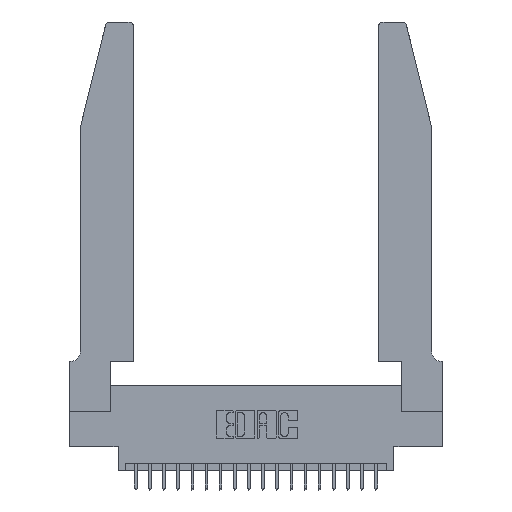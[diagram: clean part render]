
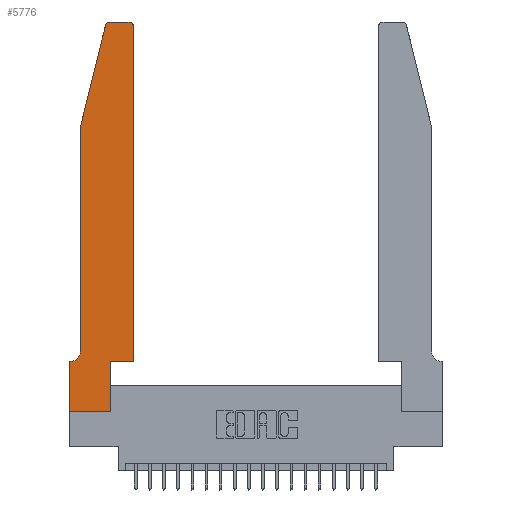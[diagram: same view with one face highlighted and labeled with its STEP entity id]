
A CAD part, top view. The second image highlights one B-rep face of the part: STEP entity #5776.
In plain terms, the highlighted planar face has unit normal (0, 0, 1).
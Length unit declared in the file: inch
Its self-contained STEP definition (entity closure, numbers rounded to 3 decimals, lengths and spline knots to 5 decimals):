
#325 = ORIENTED_EDGE ( 'NONE', *, *, #15709, .T. ) ;
#411 = LINE ( 'NONE', #13984, #16762 ) ;
#511 = AXIS2_PLACEMENT_3D ( 'NONE', #19016, #10414, #20808 ) ;
#765 = AXIS2_PLACEMENT_3D ( 'NONE', #14334, #10978, #21375 ) ;
#1308 = CARTESIAN_POINT ( 'NONE',  ( 0., 0., 0.37 ) ) ;
#1638 = DIRECTION ( 'NONE',  ( 0., 1., 0. ) ) ;
#1712 = CARTESIAN_POINT ( 'NONE',  ( 0.4205, 2.72, 0.37 ) ) ;
#1820 = ORIENTED_EDGE ( 'NONE', *, *, #13276, .T. ) ;
#2075 = LINE ( 'NONE', #12852, #19650 ) ;
#2083 = ORIENTED_EDGE ( 'NONE', *, *, #13206, .T. ) ;
#2383 = VERTEX_POINT ( 'NONE', #16648 ) ;
#2400 = EDGE_CURVE ( 'NONE', #17833, #16714, #21936, .T. ) ;
#2862 = LINE ( 'NONE', #9806, #20092 ) ;
#4213 = DIRECTION ( 'NONE',  ( 1., 0., 0. ) ) ;
#4323 = ORIENTED_EDGE ( 'NONE', *, *, #7801, .T. ) ;
#4430 = LINE ( 'NONE', #6350, #11580 ) ;
#5339 = VERTEX_POINT ( 'NONE', #13929 ) ;
#5776 = ADVANCED_FACE ( 'NONE', ( #7579 ), #7688, .T. ) ;
#6194 = CARTESIAN_POINT ( 'NONE',  ( 0.0055, 0.35, 0.37 ) ) ;
#6204 = CIRCLE ( 'NONE', #765, 0.03 ) ;
#6350 = CARTESIAN_POINT ( 'NONE',  ( 0.4505, 0.35, 0.37 ) ) ;
#6601 = DIRECTION ( 'NONE',  ( 0., -1., 0. ) ) ;
#7125 = ORIENTED_EDGE ( 'NONE', *, *, #11011, .T. ) ;
#7319 = VERTEX_POINT ( 'NONE', #1308 ) ;
#7459 = VERTEX_POINT ( 'NONE', #20905 ) ;
#7579 = FACE_OUTER_BOUND ( 'NONE', #11314, .T. ) ;
#7688 = PLANE ( 'NONE',  #12157 ) ;
#7801 = EDGE_CURVE ( 'NONE', #11177, #2383, #4430, .T. ) ;
#7836 = LINE ( 'NONE', #17697, #10938 ) ;
#7840 = LINE ( 'NONE', #11157, #9961 ) ;
#8643 = VERTEX_POINT ( 'NONE', #21872 ) ;
#8828 = DIRECTION ( 'NONE',  ( -1., 0., 0. ) ) ;
#9223 = DIRECTION ( 'NONE',  ( 1., 0., 0. ) ) ;
#9801 = VERTEX_POINT ( 'NONE', #6194 ) ;
#9806 = CARTESIAN_POINT ( 'NONE',  ( 0.0755, 2., 0.37 ) ) ;
#9961 = VECTOR ( 'NONE', #18239, 39.37008 ) ;
#10313 = VECTOR ( 'NONE', #6601, 39.37008 ) ;
#10414 = DIRECTION ( 'NONE',  ( 0., 0., -1. ) ) ;
#10616 = CIRCLE ( 'NONE', #12038, 0.03 ) ;
#10938 = VECTOR ( 'NONE', #9223, 39.37008 ) ;
#10978 = DIRECTION ( 'NONE',  ( 0., 0., 1. ) ) ;
#11011 = EDGE_CURVE ( 'NONE', #16714, #5339, #6204, .T. ) ;
#11157 = CARTESIAN_POINT ( 'NONE',  ( 0.4505, 0.35, 0.37 ) ) ;
#11177 = VERTEX_POINT ( 'NONE', #15689 ) ;
#11314 = EDGE_LOOP ( 'NONE', ( #16336, #7125, #17971, #12914, #14214, #1820, #325, #19879, #16510, #4323, #21888, #2083 ) ) ;
#11390 = EDGE_CURVE ( 'NONE', #7319, #8643, #7836, .T. ) ;
#11580 = VECTOR ( 'NONE', #4213, 39.37008 ) ;
#11802 = LINE ( 'NONE', #18356, #10313 ) ;
#12038 = AXIS2_PLACEMENT_3D ( 'NONE', #1712, #15681, #15567 ) ;
#12157 = AXIS2_PLACEMENT_3D ( 'NONE', #14580, #12804, #19911 ) ;
#12804 = DIRECTION ( 'NONE',  ( 0., 0., 1. ) ) ;
#12852 = CARTESIAN_POINT ( 'NONE',  ( 0.0755, 0.35, 0.37 ) ) ;
#12914 = ORIENTED_EDGE ( 'NONE', *, *, #18866, .T. ) ;
#12927 = VERTEX_POINT ( 'NONE', #16383 ) ;
#13041 = CARTESIAN_POINT ( 'NONE',  ( 0.284, 2.75, 0.37 ) ) ;
#13206 = EDGE_CURVE ( 'NONE', #7459, #17833, #10616, .T. ) ;
#13276 = EDGE_CURVE ( 'NONE', #9801, #14199, #2075, .T. ) ;
#13929 = CARTESIAN_POINT ( 'NONE',  ( 0.25487, 2.72718, 0.37 ) ) ;
#13984 = CARTESIAN_POINT ( 'NONE',  ( 0.2865, 0.35, 0.37 ) ) ;
#13992 = EDGE_CURVE ( 'NONE', #8643, #11177, #411, .T. ) ;
#14199 = VERTEX_POINT ( 'NONE', #20641 ) ;
#14214 = ORIENTED_EDGE ( 'NONE', *, *, #16311, .T. ) ;
#14334 = CARTESIAN_POINT ( 'NONE',  ( 0.284, 2.72, 0.37 ) ) ;
#14580 = CARTESIAN_POINT ( 'NONE',  ( 0., 0.35, 0.37 ) ) ;
#14762 = VECTOR ( 'NONE', #8828, 39.37008 ) ;
#15421 = CARTESIAN_POINT ( 'NONE',  ( 0.0755, 0.42, 0.37 ) ) ;
#15567 = DIRECTION ( 'NONE',  ( 1., 0., 0. ) ) ;
#15681 = DIRECTION ( 'NONE',  ( 0., 0., 1. ) ) ;
#15689 = CARTESIAN_POINT ( 'NONE',  ( 0.2865, 0.35, 0.37 ) ) ;
#15709 = EDGE_CURVE ( 'NONE', #14199, #7319, #11802, .T. ) ;
#15723 = CIRCLE ( 'NONE', #511, 0.07 ) ;
#15858 = VERTEX_POINT ( 'NONE', #15421 ) ;
#16311 = EDGE_CURVE ( 'NONE', #15858, #9801, #15723, .T. ) ;
#16336 = ORIENTED_EDGE ( 'NONE', *, *, #2400, .T. ) ;
#16383 = CARTESIAN_POINT ( 'NONE',  ( 0.0755, 2., 0.37 ) ) ;
#16510 = ORIENTED_EDGE ( 'NONE', *, *, #13992, .T. ) ;
#16648 = CARTESIAN_POINT ( 'NONE',  ( 0.4505, 0.35, 0.37 ) ) ;
#16707 = DIRECTION ( 'NONE',  ( 0., -1., 0. ) ) ;
#16714 = VERTEX_POINT ( 'NONE', #13041 ) ;
#16762 = VECTOR ( 'NONE', #1638, 39.37008 ) ;
#17146 = CARTESIAN_POINT ( 'NONE',  ( 0.0755, 2., 0.37 ) ) ;
#17381 = EDGE_CURVE ( 'NONE', #2383, #7459, #7840, .T. ) ;
#17595 = DIRECTION ( 'NONE',  ( -0.239, -0.971, 0. ) ) ;
#17697 = CARTESIAN_POINT ( 'NONE',  ( 0., 0., 0.37 ) ) ;
#17826 = DIRECTION ( 'NONE',  ( -1., 0., 0. ) ) ;
#17833 = VERTEX_POINT ( 'NONE', #21423 ) ;
#17943 = VECTOR ( 'NONE', #17595, 39.37008 ) ;
#17971 = ORIENTED_EDGE ( 'NONE', *, *, #18897, .T. ) ;
#18239 = DIRECTION ( 'NONE',  ( 0., 1., 0. ) ) ;
#18356 = CARTESIAN_POINT ( 'NONE',  ( 0., 0., 0.37 ) ) ;
#18866 = EDGE_CURVE ( 'NONE', #12927, #15858, #2862, .T. ) ;
#18897 = EDGE_CURVE ( 'NONE', #5339, #12927, #18955, .T. ) ;
#18955 = LINE ( 'NONE', #17146, #17943 ) ;
#19016 = CARTESIAN_POINT ( 'NONE',  ( 0.0055, 0.42, 0.37 ) ) ;
#19650 = VECTOR ( 'NONE', #17826, 39.37008 ) ;
#19879 = ORIENTED_EDGE ( 'NONE', *, *, #11390, .T. ) ;
#19911 = DIRECTION ( 'NONE',  ( 1., 0., 0. ) ) ;
#20092 = VECTOR ( 'NONE', #16707, 39.37008 ) ;
#20583 = CARTESIAN_POINT ( 'NONE',  ( 0.2605, 2.75, 0.37 ) ) ;
#20641 = CARTESIAN_POINT ( 'NONE',  ( 0., 0.35, 0.37 ) ) ;
#20808 = DIRECTION ( 'NONE',  ( -1., 0., 0. ) ) ;
#20905 = CARTESIAN_POINT ( 'NONE',  ( 0.4505, 2.72, 0.37 ) ) ;
#21375 = DIRECTION ( 'NONE',  ( 1., 0., 0. ) ) ;
#21423 = CARTESIAN_POINT ( 'NONE',  ( 0.4205, 2.75, 0.37 ) ) ;
#21872 = CARTESIAN_POINT ( 'NONE',  ( 0.2865, 0., 0.37 ) ) ;
#21888 = ORIENTED_EDGE ( 'NONE', *, *, #17381, .T. ) ;
#21936 = LINE ( 'NONE', #20583, #14762 ) ;
